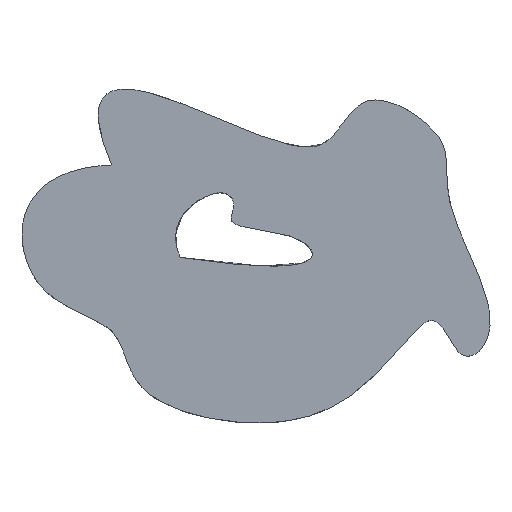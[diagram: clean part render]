
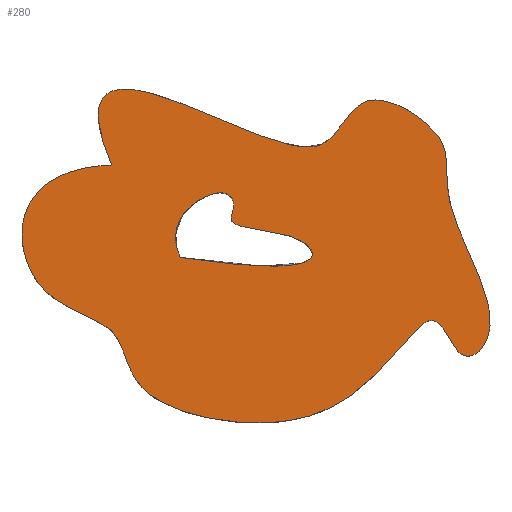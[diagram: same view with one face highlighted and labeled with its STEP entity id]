
A CAD part, top view. The second image highlights one B-rep face of the part: STEP entity #280.
In plain terms, the highlighted planar face has unit normal (0, 0, 1).
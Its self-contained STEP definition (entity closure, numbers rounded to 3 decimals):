
#24 = VERTEX_POINT('',#25);
#25 = CARTESIAN_POINT('',(-24.908,8.824,5.));
#32 = SURFACE_OF_LINEAR_EXTRUSION('',#33,#50);
#33 = B_SPLINE_CURVE_WITH_KNOTS('',3,(#34,#35,#36,#37,#38,#39,#40,#41,
    #42,#43,#44,#45,#46,#47,#48,#49),.UNSPECIFIED.,.T.,.F.,(4,1,1,1,1,1,
    1,1,1,1,1,1,1,4),(0.,0.077,0.154,
    0.231,0.308,0.385,0.462,
    0.538,0.615,0.692,0.769,
    0.846,0.923,1.),.QUASI_UNIFORM_KNOTS.);
#34 = CARTESIAN_POINT('',(-24.908,8.824,0.));
#35 = CARTESIAN_POINT('',(-33.548,29.596,0.));
#36 = CARTESIAN_POINT('',(-1.195,15.809,0.));
#37 = CARTESIAN_POINT('',(16.636,8.64,0.));
#38 = CARTESIAN_POINT('',(20.68,25.735,0.));
#39 = CARTESIAN_POINT('',(40.533,13.603,0.));
#40 = CARTESIAN_POINT('',(35.202,3.309,0.));
#41 = CARTESIAN_POINT('',(50.092,-21.324,0.));
#42 = CARTESIAN_POINT('',(39.246,-31.434,0.));
#43 = CARTESIAN_POINT('',(35.938,-12.132,0.));
#44 = CARTESIAN_POINT('',(18.658,-43.75,0.));
#45 = CARTESIAN_POINT('',(-24.173,-36.581,0.));
#46 = CARTESIAN_POINT('',(-20.313,-19.853,0.));
#47 = CARTESIAN_POINT('',(-43.842,-17.463,0.));
#48 = CARTESIAN_POINT('',(-43.107,8.088,0.));
#49 = CARTESIAN_POINT('',(-24.908,8.824,0.));
#50 = VECTOR('',#51,1.);
#51 = DIRECTION('',(-0.,-0.,-1.));
#66 = EDGE_CURVE('',#24,#24,#67,.T.);
#67 = SURFACE_CURVE('',#68,(#85,#92),.PCURVE_S1.);
#68 = B_SPLINE_CURVE_WITH_KNOTS('',3,(#69,#70,#71,#72,#73,#74,#75,#76,
    #77,#78,#79,#80,#81,#82,#83,#84),.UNSPECIFIED.,.T.,.F.,(4,1,1,1,1,1,
    1,1,1,1,1,1,1,4),(0.,0.077,0.154,
    0.231,0.308,0.385,0.462,
    0.538,0.615,0.692,0.769,
    0.846,0.923,1.),.QUASI_UNIFORM_KNOTS.);
#69 = CARTESIAN_POINT('',(-24.908,8.824,5.));
#70 = CARTESIAN_POINT('',(-33.548,29.596,5.));
#71 = CARTESIAN_POINT('',(-1.195,15.809,5.));
#72 = CARTESIAN_POINT('',(16.636,8.64,5.));
#73 = CARTESIAN_POINT('',(20.68,25.735,5.));
#74 = CARTESIAN_POINT('',(40.533,13.603,5.));
#75 = CARTESIAN_POINT('',(35.202,3.309,5.));
#76 = CARTESIAN_POINT('',(50.092,-21.324,5.));
#77 = CARTESIAN_POINT('',(39.246,-31.434,5.));
#78 = CARTESIAN_POINT('',(35.938,-12.132,5.));
#79 = CARTESIAN_POINT('',(18.658,-43.75,5.));
#80 = CARTESIAN_POINT('',(-24.173,-36.581,5.));
#81 = CARTESIAN_POINT('',(-20.313,-19.853,5.));
#82 = CARTESIAN_POINT('',(-43.842,-17.463,5.));
#83 = CARTESIAN_POINT('',(-43.107,8.088,5.));
#84 = CARTESIAN_POINT('',(-24.908,8.824,5.));
#85 = PCURVE('',#32,#86);
#86 = DEFINITIONAL_REPRESENTATION('',(#87),#91);
#87 = LINE('',#88,#89);
#88 = CARTESIAN_POINT('',(0.,-5.));
#89 = VECTOR('',#90,1.);
#90 = DIRECTION('',(1.,0.));
#91 = ( GEOMETRIC_REPRESENTATION_CONTEXT(2) 
PARAMETRIC_REPRESENTATION_CONTEXT() REPRESENTATION_CONTEXT('2D SPACE',''
  ) );
#92 = PCURVE('',#93,#98);
#93 = PLANE('',#94);
#94 = AXIS2_PLACEMENT_3D('',#95,#96,#97);
#95 = CARTESIAN_POINT('',(3.459,-7.058,5.));
#96 = DIRECTION('',(-0.,-0.,-1.));
#97 = DIRECTION('',(-1.,0.,0.));
#98 = DEFINITIONAL_REPRESENTATION('',(#99),#116);
#99 = B_SPLINE_CURVE_WITH_KNOTS('',3,(#100,#101,#102,#103,#104,#105,#106
    ,#107,#108,#109,#110,#111,#112,#113,#114,#115),.UNSPECIFIED.,.T.,.F.
  ,(4,1,1,1,1,1,1,1,1,1,1,1,1,4),(0.,0.077,0.154,
    0.231,0.308,0.385,0.462,
    0.538,0.615,0.692,0.769,
    0.846,0.923,1.),.QUASI_UNIFORM_KNOTS.);
#100 = CARTESIAN_POINT('',(28.367,15.881));
#101 = CARTESIAN_POINT('',(37.006,36.653));
#102 = CARTESIAN_POINT('',(4.653,22.867));
#103 = CARTESIAN_POINT('',(-13.177,15.697));
#104 = CARTESIAN_POINT('',(-17.222,32.793));
#105 = CARTESIAN_POINT('',(-37.075,20.661));
#106 = CARTESIAN_POINT('',(-31.744,10.367));
#107 = CARTESIAN_POINT('',(-46.633,-14.266));
#108 = CARTESIAN_POINT('',(-35.788,-24.376));
#109 = CARTESIAN_POINT('',(-32.479,-5.075));
#110 = CARTESIAN_POINT('',(-15.2,-36.692));
#111 = CARTESIAN_POINT('',(27.631,-29.523));
#112 = CARTESIAN_POINT('',(23.771,-12.795));
#113 = CARTESIAN_POINT('',(47.3,-10.405));
#114 = CARTESIAN_POINT('',(46.565,15.146));
#115 = CARTESIAN_POINT('',(28.367,15.881));
#116 = ( GEOMETRIC_REPRESENTATION_CONTEXT(2) 
PARAMETRIC_REPRESENTATION_CONTEXT() REPRESENTATION_CONTEXT('2D SPACE',''
  ) );
#177 = VERTEX_POINT('',#178);
#178 = CARTESIAN_POINT('',(-12.04,-8.456,5.));
#185 = SURFACE_OF_LINEAR_EXTRUSION('',#186,#195);
#186 = B_SPLINE_CURVE_WITH_KNOTS('',3,(#187,#188,#189,#190,#191,#192,
    #193,#194),.UNSPECIFIED.,.T.,.F.,(4,1,1,1,1,4),(0.,0.2,0.4,0.6,0.8,
    1.),.QUASI_UNIFORM_KNOTS.);
#187 = CARTESIAN_POINT('',(-12.04,-8.456,0.));
#188 = CARTESIAN_POINT('',(-14.982,-2.022,0.));
#189 = CARTESIAN_POINT('',(-4.688,6.066,0.));
#190 = CARTESIAN_POINT('',(-0.643,1.103,0.));
#191 = CARTESIAN_POINT('',(-5.055,-3.125,0.));
#192 = CARTESIAN_POINT('',(14.43,-3.676,0.));
#193 = CARTESIAN_POINT('',(14.43,-12.5,0.));
#194 = CARTESIAN_POINT('',(-12.04,-8.456,0.));
#195 = VECTOR('',#196,1.);
#196 = DIRECTION('',(-0.,-0.,-1.));
#211 = EDGE_CURVE('',#177,#177,#212,.T.);
#212 = SURFACE_CURVE('',#213,(#222,#229),.PCURVE_S1.);
#213 = B_SPLINE_CURVE_WITH_KNOTS('',3,(#214,#215,#216,#217,#218,#219,
    #220,#221),.UNSPECIFIED.,.T.,.F.,(4,1,1,1,1,4),(0.,0.2,0.4,0.6,0.8,
    1.),.QUASI_UNIFORM_KNOTS.);
#214 = CARTESIAN_POINT('',(-12.04,-8.456,5.));
#215 = CARTESIAN_POINT('',(-14.982,-2.022,5.));
#216 = CARTESIAN_POINT('',(-4.688,6.066,5.));
#217 = CARTESIAN_POINT('',(-0.643,1.103,5.));
#218 = CARTESIAN_POINT('',(-5.055,-3.125,5.));
#219 = CARTESIAN_POINT('',(14.43,-3.676,5.));
#220 = CARTESIAN_POINT('',(14.43,-12.5,5.));
#221 = CARTESIAN_POINT('',(-12.04,-8.456,5.));
#222 = PCURVE('',#185,#223);
#223 = DEFINITIONAL_REPRESENTATION('',(#224),#228);
#224 = LINE('',#225,#226);
#225 = CARTESIAN_POINT('',(0.,-5.));
#226 = VECTOR('',#227,1.);
#227 = DIRECTION('',(1.,0.));
#228 = ( GEOMETRIC_REPRESENTATION_CONTEXT(2) 
PARAMETRIC_REPRESENTATION_CONTEXT() REPRESENTATION_CONTEXT('2D SPACE',''
  ) );
#229 = PCURVE('',#93,#230);
#230 = DEFINITIONAL_REPRESENTATION('',(#231),#240);
#231 = B_SPLINE_CURVE_WITH_KNOTS('',3,(#232,#233,#234,#235,#236,#237,
    #238,#239),.UNSPECIFIED.,.T.,.F.,(4,1,1,1,1,4),(0.,0.2,0.4,0.6,0.8,
    1.),.QUASI_UNIFORM_KNOTS.);
#232 = CARTESIAN_POINT('',(15.499,-1.398));
#233 = CARTESIAN_POINT('',(18.44,5.036));
#234 = CARTESIAN_POINT('',(8.146,13.124));
#235 = CARTESIAN_POINT('',(4.102,8.161));
#236 = CARTESIAN_POINT('',(8.514,3.933));
#237 = CARTESIAN_POINT('',(-10.972,3.381));
#238 = CARTESIAN_POINT('',(-10.972,-5.442));
#239 = CARTESIAN_POINT('',(15.499,-1.398));
#240 = ( GEOMETRIC_REPRESENTATION_CONTEXT(2) 
PARAMETRIC_REPRESENTATION_CONTEXT() REPRESENTATION_CONTEXT('2D SPACE',''
  ) );
#280 = ADVANCED_FACE('',(#281,#284),#93,.F.);
#281 = FACE_BOUND('',#282,.F.);
#282 = EDGE_LOOP('',(#283));
#283 = ORIENTED_EDGE('',*,*,#66,.T.);
#284 = FACE_BOUND('',#285,.F.);
#285 = EDGE_LOOP('',(#286));
#286 = ORIENTED_EDGE('',*,*,#211,.F.);
